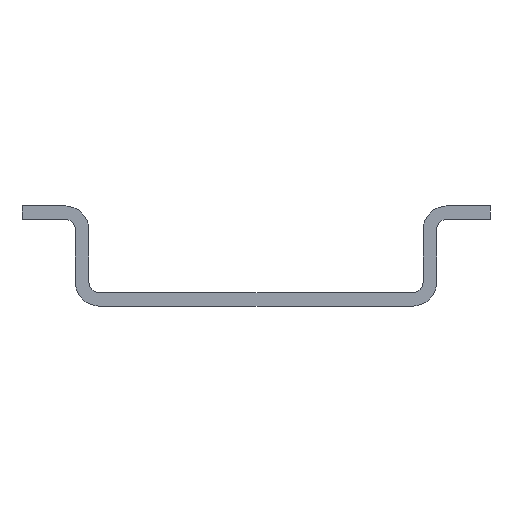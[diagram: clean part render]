
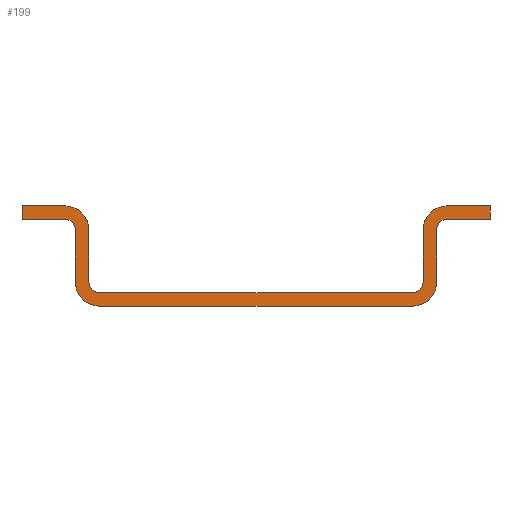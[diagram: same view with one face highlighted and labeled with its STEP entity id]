
A CAD part, left-side view. The second image highlights one B-rep face of the part: STEP entity #199.
In plain terms, the highlighted planar face has unit normal (-1, 0, 0).
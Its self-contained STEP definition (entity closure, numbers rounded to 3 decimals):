
#35=AXIS2_PLACEMENT_3D('Plane Axis2P3D',#32,#33,#34) ;
#62=AXIS2_PLACEMENT_3D('Circle Axis2P3D',#60,#61,$) ;
#76=AXIS2_PLACEMENT_3D('Circle Axis2P3D',#74,#75,$) ;
#90=AXIS2_PLACEMENT_3D('Circle Axis2P3D',#88,#89,$) ;
#104=AXIS2_PLACEMENT_3D('Circle Axis2P3D',#102,#103,$) ;
#132=AXIS2_PLACEMENT_3D('Circle Axis2P3D',#130,#131,$) ;
#146=AXIS2_PLACEMENT_3D('Circle Axis2P3D',#144,#145,$) ;
#160=AXIS2_PLACEMENT_3D('Circle Axis2P3D',#158,#159,$) ;
#174=AXIS2_PLACEMENT_3D('Circle Axis2P3D',#172,#173,$) ;
#32=CARTESIAN_POINT('Axis2P3D Location',(0.,17.5,7.5)) ;
#37=CARTESIAN_POINT('Line Origine',(0.,33.4,7.5)) ;
#41=CARTESIAN_POINT('Vertex',(0.,35.,7.5)) ;
#43=CARTESIAN_POINT('Vertex',(0.,31.8,7.5)) ;
#46=CARTESIAN_POINT('Line Origine',(0.,35.,7.)) ;
#50=CARTESIAN_POINT('Vertex',(0.,35.,6.5)) ;
#53=CARTESIAN_POINT('Line Origine',(0.,33.4,6.5)) ;
#57=CARTESIAN_POINT('Vertex',(0.,31.8,6.5)) ;
#60=CARTESIAN_POINT('Axis2P3D Location',(0.,31.8,5.7)) ;
#64=CARTESIAN_POINT('Vertex',(0.,31.,5.7)) ;
#67=CARTESIAN_POINT('Line Origine',(0.,31.,3.75)) ;
#71=CARTESIAN_POINT('Vertex',(0.,31.,1.8)) ;
#74=CARTESIAN_POINT('Axis2P3D Location',(0.,29.2,1.8)) ;
#78=CARTESIAN_POINT('Vertex',(0.,29.2,0.)) ;
#81=CARTESIAN_POINT('Line Origine',(0.,17.5,0.)) ;
#85=CARTESIAN_POINT('Vertex',(0.,5.8,0.)) ;
#88=CARTESIAN_POINT('Axis2P3D Location',(0.,5.8,1.8)) ;
#92=CARTESIAN_POINT('Vertex',(0.,4.,1.8)) ;
#95=CARTESIAN_POINT('Line Origine',(0.,4.,3.75)) ;
#99=CARTESIAN_POINT('Vertex',(0.,4.,5.7)) ;
#102=CARTESIAN_POINT('Axis2P3D Location',(0.,3.2,5.7)) ;
#106=CARTESIAN_POINT('Vertex',(0.,3.2,6.5)) ;
#109=CARTESIAN_POINT('Line Origine',(0.,1.6,6.5)) ;
#113=CARTESIAN_POINT('Vertex',(0.,0.,6.5)) ;
#116=CARTESIAN_POINT('Line Origine',(0.,0.,7.)) ;
#120=CARTESIAN_POINT('Vertex',(0.,0.,7.5)) ;
#123=CARTESIAN_POINT('Line Origine',(0.,1.6,7.5)) ;
#127=CARTESIAN_POINT('Vertex',(0.,3.2,7.5)) ;
#130=CARTESIAN_POINT('Axis2P3D Location',(0.,3.2,5.7)) ;
#134=CARTESIAN_POINT('Vertex',(0.,5.,5.7)) ;
#137=CARTESIAN_POINT('Line Origine',(0.,5.,3.75)) ;
#141=CARTESIAN_POINT('Vertex',(0.,5.,1.8)) ;
#144=CARTESIAN_POINT('Axis2P3D Location',(0.,5.8,1.8)) ;
#148=CARTESIAN_POINT('Vertex',(0.,5.8,1.)) ;
#151=CARTESIAN_POINT('Line Origine',(0.,17.5,1.)) ;
#155=CARTESIAN_POINT('Vertex',(0.,29.2,1.)) ;
#158=CARTESIAN_POINT('Axis2P3D Location',(0.,29.2,1.8)) ;
#162=CARTESIAN_POINT('Vertex',(0.,30.,1.8)) ;
#165=CARTESIAN_POINT('Line Origine',(0.,30.,3.75)) ;
#169=CARTESIAN_POINT('Vertex',(0.,30.,5.7)) ;
#172=CARTESIAN_POINT('Axis2P3D Location',(0.,31.8,5.7)) ;
#33=DIRECTION('Axis2P3D Direction',(1.,0.,0.)) ;
#34=DIRECTION('Axis2P3D XDirection',(0.,1.,0.)) ;
#38=DIRECTION('Vector Direction',(0.,1.,0.)) ;
#47=DIRECTION('Vector Direction',(0.,0.,1.)) ;
#54=DIRECTION('Vector Direction',(0.,1.,0.)) ;
#61=DIRECTION('Axis2P3D Direction',(1.,0.,0.)) ;
#68=DIRECTION('Vector Direction',(0.,0.,1.)) ;
#75=DIRECTION('Axis2P3D Direction',(1.,0.,0.)) ;
#82=DIRECTION('Vector Direction',(0.,-1.,0.)) ;
#89=DIRECTION('Axis2P3D Direction',(1.,0.,0.)) ;
#96=DIRECTION('Vector Direction',(0.,0.,1.)) ;
#103=DIRECTION('Axis2P3D Direction',(1.,0.,0.)) ;
#110=DIRECTION('Vector Direction',(0.,-1.,0.)) ;
#117=DIRECTION('Vector Direction',(0.,0.,1.)) ;
#124=DIRECTION('Vector Direction',(0.,-1.,0.)) ;
#131=DIRECTION('Axis2P3D Direction',(1.,0.,0.)) ;
#138=DIRECTION('Vector Direction',(0.,0.,1.)) ;
#145=DIRECTION('Axis2P3D Direction',(1.,0.,0.)) ;
#152=DIRECTION('Vector Direction',(0.,-1.,0.)) ;
#159=DIRECTION('Axis2P3D Direction',(1.,0.,0.)) ;
#166=DIRECTION('Vector Direction',(0.,0.,1.)) ;
#173=DIRECTION('Axis2P3D Direction',(1.,0.,0.)) ;
#39=VECTOR('Line Direction',#38,1.) ;
#48=VECTOR('Line Direction',#47,1.) ;
#55=VECTOR('Line Direction',#54,1.) ;
#69=VECTOR('Line Direction',#68,1.) ;
#83=VECTOR('Line Direction',#82,1.) ;
#97=VECTOR('Line Direction',#96,1.) ;
#111=VECTOR('Line Direction',#110,1.) ;
#118=VECTOR('Line Direction',#117,1.) ;
#125=VECTOR('Line Direction',#124,1.) ;
#139=VECTOR('Line Direction',#138,1.) ;
#153=VECTOR('Line Direction',#152,1.) ;
#167=VECTOR('Line Direction',#166,1.) ;
#178=ORIENTED_EDGE('',*,*,#45,.F.) ;
#179=ORIENTED_EDGE('',*,*,#52,.F.) ;
#180=ORIENTED_EDGE('',*,*,#59,.F.) ;
#181=ORIENTED_EDGE('',*,*,#66,.F.) ;
#182=ORIENTED_EDGE('',*,*,#73,.F.) ;
#183=ORIENTED_EDGE('',*,*,#80,.F.) ;
#184=ORIENTED_EDGE('',*,*,#87,.F.) ;
#185=ORIENTED_EDGE('',*,*,#94,.F.) ;
#186=ORIENTED_EDGE('',*,*,#101,.F.) ;
#187=ORIENTED_EDGE('',*,*,#108,.F.) ;
#188=ORIENTED_EDGE('',*,*,#115,.F.) ;
#189=ORIENTED_EDGE('',*,*,#122,.F.) ;
#190=ORIENTED_EDGE('',*,*,#129,.F.) ;
#191=ORIENTED_EDGE('',*,*,#136,.F.) ;
#192=ORIENTED_EDGE('',*,*,#143,.F.) ;
#193=ORIENTED_EDGE('',*,*,#150,.F.) ;
#194=ORIENTED_EDGE('',*,*,#157,.F.) ;
#195=ORIENTED_EDGE('',*,*,#164,.F.) ;
#196=ORIENTED_EDGE('',*,*,#171,.F.) ;
#197=ORIENTED_EDGE('',*,*,#176,.F.) ;
#199=ADVANCED_FACE('Ergebnis von  TS 35X7.5 ',(#198),#36,.F.) ;
#63=CIRCLE('generated circle',#62,0.8) ;
#77=CIRCLE('generated circle',#76,1.8) ;
#91=CIRCLE('generated circle',#90,1.8) ;
#105=CIRCLE('generated circle',#104,0.8) ;
#133=CIRCLE('generated circle',#132,1.8) ;
#147=CIRCLE('generated circle',#146,0.8) ;
#161=CIRCLE('generated circle',#160,0.8) ;
#175=CIRCLE('generated circle',#174,1.8) ;
#45=EDGE_CURVE('',#42,#44,#40,.F.) ;
#52=EDGE_CURVE('',#51,#42,#49,.T.) ;
#59=EDGE_CURVE('',#58,#51,#56,.T.) ;
#66=EDGE_CURVE('',#65,#58,#63,.F.) ;
#73=EDGE_CURVE('',#72,#65,#70,.T.) ;
#80=EDGE_CURVE('',#79,#72,#77,.T.) ;
#87=EDGE_CURVE('',#86,#79,#84,.F.) ;
#94=EDGE_CURVE('',#93,#86,#91,.T.) ;
#101=EDGE_CURVE('',#100,#93,#98,.F.) ;
#108=EDGE_CURVE('',#107,#100,#105,.F.) ;
#115=EDGE_CURVE('',#114,#107,#112,.F.) ;
#122=EDGE_CURVE('',#121,#114,#119,.F.) ;
#129=EDGE_CURVE('',#128,#121,#126,.T.) ;
#136=EDGE_CURVE('',#135,#128,#133,.T.) ;
#143=EDGE_CURVE('',#142,#135,#140,.T.) ;
#150=EDGE_CURVE('',#149,#142,#147,.F.) ;
#157=EDGE_CURVE('',#156,#149,#154,.T.) ;
#164=EDGE_CURVE('',#163,#156,#161,.F.) ;
#171=EDGE_CURVE('',#170,#163,#168,.F.) ;
#176=EDGE_CURVE('',#44,#170,#175,.T.) ;
#177=EDGE_LOOP('',(#178,#179,#180,#181,#182,#183,#184,#185,#186,#187,#188,#189,#190,#191,#192,#193,#194,#195,#196,#197)) ;
#198=FACE_OUTER_BOUND('',#177,.T.) ;
#40=LINE('Line',#37,#39) ;
#49=LINE('Line',#46,#48) ;
#56=LINE('Line',#53,#55) ;
#70=LINE('Line',#67,#69) ;
#84=LINE('Line',#81,#83) ;
#98=LINE('Line',#95,#97) ;
#112=LINE('Line',#109,#111) ;
#119=LINE('Line',#116,#118) ;
#126=LINE('Line',#123,#125) ;
#140=LINE('Line',#137,#139) ;
#154=LINE('Line',#151,#153) ;
#168=LINE('Line',#165,#167) ;
#36=PLANE('',#35) ;
#42=VERTEX_POINT('',#41) ;
#44=VERTEX_POINT('',#43) ;
#51=VERTEX_POINT('',#50) ;
#58=VERTEX_POINT('',#57) ;
#65=VERTEX_POINT('',#64) ;
#72=VERTEX_POINT('',#71) ;
#79=VERTEX_POINT('',#78) ;
#86=VERTEX_POINT('',#85) ;
#93=VERTEX_POINT('',#92) ;
#100=VERTEX_POINT('',#99) ;
#107=VERTEX_POINT('',#106) ;
#114=VERTEX_POINT('',#113) ;
#121=VERTEX_POINT('',#120) ;
#128=VERTEX_POINT('',#127) ;
#135=VERTEX_POINT('',#134) ;
#142=VERTEX_POINT('',#141) ;
#149=VERTEX_POINT('',#148) ;
#156=VERTEX_POINT('',#155) ;
#163=VERTEX_POINT('',#162) ;
#170=VERTEX_POINT('',#169) ;
